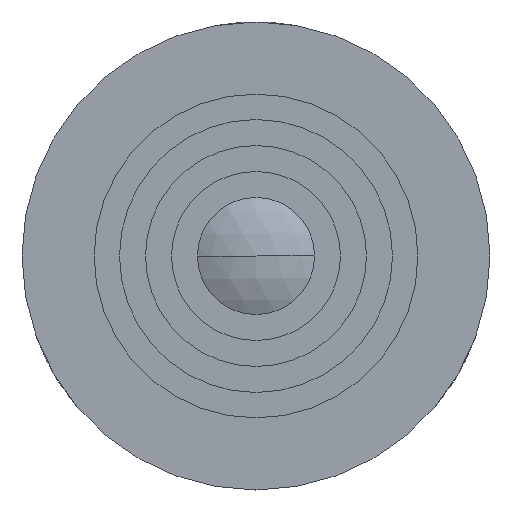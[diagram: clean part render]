
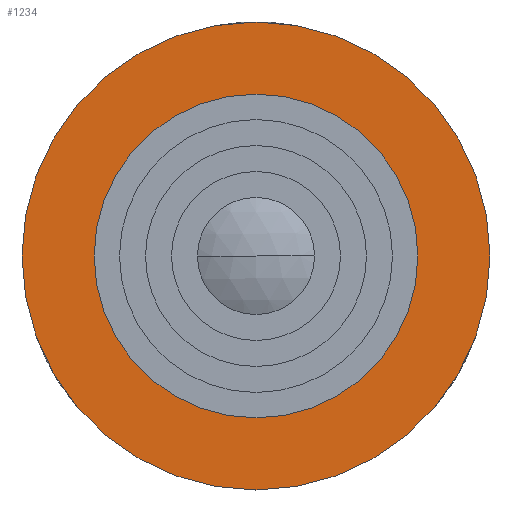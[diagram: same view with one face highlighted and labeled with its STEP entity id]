
A CAD part, left-side view. The second image highlights one B-rep face of the part: STEP entity #1234.
In plain terms, the highlighted planar face has unit normal (-1, 0, 0).
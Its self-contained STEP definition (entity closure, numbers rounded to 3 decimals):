
#63 = EDGE_CURVE ( 'NONE', #275, #493, #2758, .T. ) ;
#68 = ORIENTED_EDGE ( 'NONE', *, *, #480, .T. ) ;
#275 = VERTEX_POINT ( 'NONE', #847 ) ;
#300 = DIRECTION ( 'NONE',  ( -1., 0., 0. ) ) ;
#353 = CARTESIAN_POINT ( 'NONE',  ( 0., 0., 0. ) ) ;
#449 = CARTESIAN_POINT ( 'NONE',  ( 0., 0., 0. ) ) ;
#480 = EDGE_CURVE ( 'NONE', #493, #275, #2804, .T. ) ;
#493 = VERTEX_POINT ( 'NONE', #1324 ) ;
#551 = VERTEX_POINT ( 'NONE', #1260 ) ;
#806 = DIRECTION ( 'NONE',  ( 0., 0., 1. ) ) ;
#847 = CARTESIAN_POINT ( 'NONE',  ( 0., 0., -18. ) ) ;
#891 = EDGE_LOOP ( 'NONE', ( #68, #1601 ) ) ;
#940 = EDGE_LOOP ( 'NONE', ( #1436, #1891 ) ) ;
#966 = DIRECTION ( 'NONE',  ( -1., 0., 0. ) ) ;
#1050 = DIRECTION ( 'NONE',  ( 0., 0., 1. ) ) ;
#1234 = ADVANCED_FACE ( 'NONE', ( #1708, #2416 ), #3169, .F. ) ;
#1260 = CARTESIAN_POINT ( 'NONE',  ( 0., 0., 12.45 ) ) ;
#1307 = AXIS2_PLACEMENT_3D ( 'NONE', #2475, #966, #1483 ) ;
#1324 = CARTESIAN_POINT ( 'NONE',  ( 0., 0., 18. ) ) ;
#1436 = ORIENTED_EDGE ( 'NONE', *, *, #3199, .F. ) ;
#1467 = DIRECTION ( 'NONE',  ( 0., 0., -1. ) ) ;
#1483 = DIRECTION ( 'NONE',  ( 0., 0., 1. ) ) ;
#1601 = ORIENTED_EDGE ( 'NONE', *, *, #63, .T. ) ;
#1634 = AXIS2_PLACEMENT_3D ( 'NONE', #353, #2312, #1050 ) ;
#1693 = CARTESIAN_POINT ( 'NONE',  ( 0., 18., 0. ) ) ;
#1708 = FACE_BOUND ( 'NONE', #940, .T. ) ;
#1781 = AXIS2_PLACEMENT_3D ( 'NONE', #449, #300, #806 ) ;
#1820 = EDGE_CURVE ( 'NONE', #2876, #551, #2402, .T. ) ;
#1891 = ORIENTED_EDGE ( 'NONE', *, *, #1820, .F. ) ;
#2157 = DIRECTION ( 'NONE',  ( -1., 0., 0. ) ) ;
#2199 = AXIS2_PLACEMENT_3D ( 'NONE', #1693, #2692, #1467 ) ;
#2312 = DIRECTION ( 'NONE',  ( -1., 0., 0. ) ) ;
#2379 = CARTESIAN_POINT ( 'NONE',  ( 0., 0., 0. ) ) ;
#2402 = CIRCLE ( 'NONE', #1634, 12.45 ) ;
#2416 = FACE_OUTER_BOUND ( 'NONE', #891, .T. ) ;
#2475 = CARTESIAN_POINT ( 'NONE',  ( 0., 0., 0. ) ) ;
#2692 = DIRECTION ( 'NONE',  ( 1., 0., 0. ) ) ;
#2693 = CIRCLE ( 'NONE', #3109, 12.45 ) ;
#2758 = CIRCLE ( 'NONE', #1307, 18. ) ;
#2804 = CIRCLE ( 'NONE', #1781, 18. ) ;
#2876 = VERTEX_POINT ( 'NONE', #3231 ) ;
#2879 = DIRECTION ( 'NONE',  ( 0., 0., 1. ) ) ;
#3109 = AXIS2_PLACEMENT_3D ( 'NONE', #2379, #2157, #2879 ) ;
#3169 = PLANE ( 'NONE',  #2199 ) ;
#3199 = EDGE_CURVE ( 'NONE', #551, #2876, #2693, .T. ) ;
#3231 = CARTESIAN_POINT ( 'NONE',  ( 0., 0., -12.45 ) ) ;
